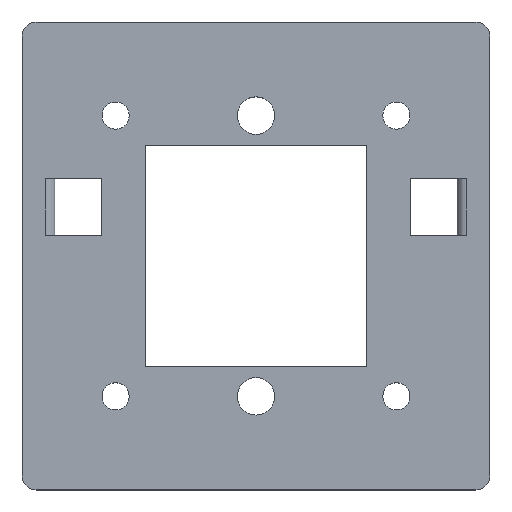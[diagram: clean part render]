
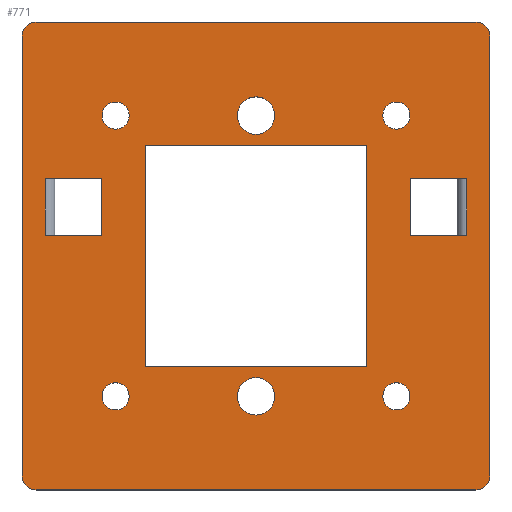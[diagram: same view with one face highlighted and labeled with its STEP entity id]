
A CAD part, top view. The second image highlights one B-rep face of the part: STEP entity #771.
In plain terms, the highlighted planar face has unit normal (0, 0, 1).
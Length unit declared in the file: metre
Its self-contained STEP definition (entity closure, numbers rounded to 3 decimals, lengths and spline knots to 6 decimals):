
#31=LINE('',#1198,#99);
#35=LINE('',#1205,#103);
#38=LINE('',#1211,#106);
#40=LINE('',#1215,#108);
#42=LINE('',#1219,#110);
#47=LINE('',#1229,#115);
#51=LINE('',#1236,#119);
#53=LINE('',#1240,#121);
#54=LINE('',#1246,#122);
#55=LINE('',#1249,#123);
#56=LINE('',#1251,#124);
#57=LINE('',#1253,#125);
#58=LINE('',#1254,#126);
#59=LINE('',#1257,#127);
#60=LINE('',#1259,#128);
#61=LINE('',#1261,#129);
#99=VECTOR('',#960,1.);
#103=VECTOR('',#966,1.);
#106=VECTOR('',#971,1.);
#108=VECTOR('',#975,1.);
#110=VECTOR('',#979,1.);
#115=VECTOR('',#986,1.);
#119=VECTOR('',#992,1.);
#121=VECTOR('',#996,1.);
#122=VECTOR('',#1003,1.);
#123=VECTOR('',#1004,1.);
#124=VECTOR('',#1005,1.);
#125=VECTOR('',#1006,1.);
#126=VECTOR('',#1007,1.);
#127=VECTOR('',#1008,1.);
#128=VECTOR('',#1009,1.);
#129=VECTOR('',#1010,1.);
#157=PLANE('',#844);
#246=ORIENTED_EDGE('',*,*,#440,.F.);
#247=ORIENTED_EDGE('',*,*,#441,.F.);
#248=ORIENTED_EDGE('',*,*,#442,.T.);
#249=ORIENTED_EDGE('',*,*,#443,.T.);
#250=ORIENTED_EDGE('',*,*,#444,.F.);
#251=ORIENTED_EDGE('',*,*,#445,.F.);
#252=ORIENTED_EDGE('',*,*,#446,.T.);
#253=ORIENTED_EDGE('',*,*,#447,.T.);
#254=ORIENTED_EDGE('',*,*,#448,.F.);
#255=ORIENTED_EDGE('',*,*,#449,.T.);
#256=ORIENTED_EDGE('',*,*,#386,.F.);
#257=ORIENTED_EDGE('',*,*,#384,.F.);
#258=ORIENTED_EDGE('',*,*,#382,.F.);
#259=ORIENTED_EDGE('',*,*,#380,.F.);
#260=ORIENTED_EDGE('',*,*,#437,.F.);
#261=ORIENTED_EDGE('',*,*,#450,.T.);
#262=ORIENTED_EDGE('',*,*,#417,.F.);
#263=ORIENTED_EDGE('',*,*,#451,.T.);
#264=ORIENTED_EDGE('',*,*,#428,.T.);
#265=ORIENTED_EDGE('',*,*,#452,.T.);
#266=ORIENTED_EDGE('',*,*,#433,.T.);
#267=ORIENTED_EDGE('',*,*,#453,.T.);
#268=ORIENTED_EDGE('',*,*,#421,.F.);
#269=ORIENTED_EDGE('',*,*,#424,.T.);
#270=ORIENTED_EDGE('',*,*,#426,.T.);
#271=ORIENTED_EDGE('',*,*,#439,.F.);
#380=EDGE_CURVE('',#484,#484,#560,.T.);
#382=EDGE_CURVE('',#486,#486,#562,.T.);
#384=EDGE_CURVE('',#488,#488,#564,.T.);
#386=EDGE_CURVE('',#490,#490,#566,.T.);
#417=EDGE_CURVE('',#520,#521,#31,.T.);
#421=EDGE_CURVE('',#522,#523,#35,.T.);
#424=EDGE_CURVE('',#522,#524,#38,.T.);
#426=EDGE_CURVE('',#524,#525,#40,.T.);
#428=EDGE_CURVE('',#527,#526,#42,.T.);
#433=EDGE_CURVE('',#531,#530,#47,.T.);
#437=EDGE_CURVE('',#532,#533,#51,.T.);
#439=EDGE_CURVE('',#523,#525,#53,.T.);
#440=EDGE_CURVE('',#534,#534,#578,.T.);
#441=EDGE_CURVE('',#535,#535,#579,.T.);
#442=EDGE_CURVE('',#536,#537,#54,.T.);
#443=EDGE_CURVE('',#537,#538,#55,.T.);
#444=EDGE_CURVE('',#539,#538,#56,.T.);
#445=EDGE_CURVE('',#536,#539,#57,.T.);
#446=EDGE_CURVE('',#540,#541,#58,.T.);
#447=EDGE_CURVE('',#541,#542,#59,.F.);
#448=EDGE_CURVE('',#543,#542,#60,.T.);
#449=EDGE_CURVE('',#543,#540,#61,.T.);
#450=EDGE_CURVE('',#532,#521,#580,.T.);
#451=EDGE_CURVE('',#520,#527,#581,.T.);
#452=EDGE_CURVE('',#526,#531,#582,.T.);
#453=EDGE_CURVE('',#530,#533,#583,.T.);
#484=VERTEX_POINT('',#1120);
#486=VERTEX_POINT('',#1125);
#488=VERTEX_POINT('',#1130);
#490=VERTEX_POINT('',#1135);
#520=VERTEX_POINT('',#1197);
#521=VERTEX_POINT('',#1199);
#522=VERTEX_POINT('',#1204);
#523=VERTEX_POINT('',#1206);
#524=VERTEX_POINT('',#1210);
#525=VERTEX_POINT('',#1214);
#526=VERTEX_POINT('',#1218);
#527=VERTEX_POINT('',#1220);
#530=VERTEX_POINT('',#1228);
#531=VERTEX_POINT('',#1230);
#532=VERTEX_POINT('',#1235);
#533=VERTEX_POINT('',#1237);
#534=VERTEX_POINT('',#1243);
#535=VERTEX_POINT('',#1245);
#536=VERTEX_POINT('',#1247);
#537=VERTEX_POINT('',#1248);
#538=VERTEX_POINT('',#1250);
#539=VERTEX_POINT('',#1252);
#540=VERTEX_POINT('',#1255);
#541=VERTEX_POINT('',#1256);
#542=VERTEX_POINT('',#1258);
#543=VERTEX_POINT('',#1260);
#560=CIRCLE('',#814,0.0029);
#562=CIRCLE('',#817,0.0029);
#564=CIRCLE('',#820,0.0029);
#566=CIRCLE('',#823,0.0029);
#578=CIRCLE('',#845,0.004);
#579=CIRCLE('',#846,0.004);
#580=CIRCLE('',#847,0.003);
#581=CIRCLE('',#848,0.003);
#582=CIRCLE('',#849,0.003);
#583=CIRCLE('',#850,0.003);
#620=EDGE_LOOP('',(#246));
#621=EDGE_LOOP('',(#247));
#622=EDGE_LOOP('',(#248,#249,#250,#251));
#623=EDGE_LOOP('',(#252,#253,#254,#255));
#624=EDGE_LOOP('',(#256));
#625=EDGE_LOOP('',(#257));
#626=EDGE_LOOP('',(#258));
#627=EDGE_LOOP('',(#259));
#628=EDGE_LOOP('',(#260,#261,#262,#263,#264,#265,#266,#267));
#629=EDGE_LOOP('',(#268,#269,#270,#271));
#692=FACE_BOUND('',#620,.T.);
#693=FACE_BOUND('',#621,.T.);
#694=FACE_BOUND('',#622,.T.);
#695=FACE_BOUND('',#623,.T.);
#696=FACE_BOUND('',#624,.T.);
#697=FACE_BOUND('',#625,.T.);
#698=FACE_BOUND('',#626,.T.);
#699=FACE_BOUND('',#627,.T.);
#700=FACE_BOUND('',#628,.T.);
#701=FACE_BOUND('',#629,.T.);
#771=ADVANCED_FACE('',(#692,#693,#694,#695,#696,#697,#698,#699,#700,#701),
#157,.T.);
#814=AXIS2_PLACEMENT_3D('',#1119,#895,#896);
#817=AXIS2_PLACEMENT_3D('',#1124,#901,#902);
#820=AXIS2_PLACEMENT_3D('',#1129,#907,#908);
#823=AXIS2_PLACEMENT_3D('',#1134,#913,#914);
#844=AXIS2_PLACEMENT_3D('',#1241,#997,#998);
#845=AXIS2_PLACEMENT_3D('',#1242,#999,#1000);
#846=AXIS2_PLACEMENT_3D('',#1244,#1001,#1002);
#847=AXIS2_PLACEMENT_3D('',#1262,#1011,#1012);
#848=AXIS2_PLACEMENT_3D('',#1263,#1013,#1014);
#849=AXIS2_PLACEMENT_3D('',#1264,#1015,#1016);
#850=AXIS2_PLACEMENT_3D('',#1265,#1017,#1018);
#895=DIRECTION('',(0.,0.,1.));
#896=DIRECTION('',(0.,-1.,0.));
#901=DIRECTION('',(0.,0.,1.));
#902=DIRECTION('',(0.,-1.,0.));
#907=DIRECTION('',(0.,0.,1.));
#908=DIRECTION('',(0.,-1.,0.));
#913=DIRECTION('',(0.,0.,1.));
#914=DIRECTION('',(0.,-1.,0.));
#960=DIRECTION('',(0.,-1.,0.));
#966=DIRECTION('',(-1.,0.,0.));
#971=DIRECTION('',(0.,-1.,0.));
#975=DIRECTION('',(-1.,0.,0.));
#979=DIRECTION('',(-1.,0.,0.));
#986=DIRECTION('',(0.,-1.,0.));
#992=DIRECTION('',(-1.,0.,0.));
#996=DIRECTION('',(0.,-1.,0.));
#997=DIRECTION('',(0.,0.,1.));
#998=DIRECTION('',(1.,0.,0.));
#999=DIRECTION('',(0.,0.,1.));
#1000=DIRECTION('',(0.,-1.,0.));
#1001=DIRECTION('',(0.,0.,1.));
#1002=DIRECTION('',(0.,-1.,0.));
#1003=DIRECTION('',(0.,1.,0.));
#1004=DIRECTION('',(1.,0.,0.));
#1005=DIRECTION('',(0.,1.,0.));
#1006=DIRECTION('',(1.,0.,0.));
#1007=DIRECTION('',(1.,0.,0.));
#1008=DIRECTION('',(0.,1.,0.));
#1009=DIRECTION('',(1.,0.,0.));
#1010=DIRECTION('',(0.,1.,0.));
#1011=DIRECTION('',(0.,0.,1.));
#1012=DIRECTION('',(0.,-1.,0.));
#1013=DIRECTION('',(0.,0.,1.));
#1014=DIRECTION('',(0.,-1.,0.));
#1015=DIRECTION('',(0.,0.,1.));
#1016=DIRECTION('',(0.,-1.,0.));
#1017=DIRECTION('',(0.,0.,1.));
#1018=DIRECTION('',(0.,-1.,0.));
#1119=CARTESIAN_POINT('',(0.,0.06,-0.033));
#1120=CARTESIAN_POINT('',(0.,0.0571,-0.033));
#1124=CARTESIAN_POINT('',(0.,0.,-0.033));
#1125=CARTESIAN_POINT('',(0.,-0.0029,-0.033));
#1129=CARTESIAN_POINT('',(0.06,0.,-0.033));
#1130=CARTESIAN_POINT('',(0.06,-0.0029,-0.033));
#1134=CARTESIAN_POINT('',(0.06,0.06,-0.033));
#1135=CARTESIAN_POINT('',(0.06,0.0571,-0.033));
#1197=CARTESIAN_POINT('',(0.08,0.077,-0.033));
#1198=CARTESIAN_POINT('',(0.08,0.03,-0.033));
#1199=CARTESIAN_POINT('',(0.08,-0.017,-0.033));
#1204=CARTESIAN_POINT('',(0.053636,0.053636,-0.033));
#1205=CARTESIAN_POINT('',(0.03,0.053636,-0.033));
#1206=CARTESIAN_POINT('',(0.006364,0.053636,-0.033));
#1210=CARTESIAN_POINT('',(0.053636,0.006364,-0.033));
#1211=CARTESIAN_POINT('',(0.053636,0.03,-0.033));
#1214=CARTESIAN_POINT('',(0.006364,0.006364,-0.033));
#1215=CARTESIAN_POINT('',(0.03,0.006364,-0.033));
#1218=CARTESIAN_POINT('',(-0.017,0.08,-0.033));
#1219=CARTESIAN_POINT('',(0.03,0.08,-0.033));
#1220=CARTESIAN_POINT('',(0.077,0.08,-0.033));
#1228=CARTESIAN_POINT('',(-0.02,-0.017,-0.033));
#1229=CARTESIAN_POINT('',(-0.02,0.03,-0.033));
#1230=CARTESIAN_POINT('',(-0.02,0.077,-0.033));
#1235=CARTESIAN_POINT('',(0.077,-0.02,-0.033));
#1236=CARTESIAN_POINT('',(0.03,-0.02,-0.033));
#1237=CARTESIAN_POINT('',(-0.017,-0.02,-0.033));
#1240=CARTESIAN_POINT('',(0.006364,0.03,-0.033));
#1241=CARTESIAN_POINT('',(0.03,0.03,-0.033));
#1242=CARTESIAN_POINT('',(0.03,0.,-0.033));
#1243=CARTESIAN_POINT('',(0.03,-0.004,-0.033));
#1244=CARTESIAN_POINT('',(0.03,0.06,-0.033));
#1245=CARTESIAN_POINT('',(0.03,0.056,-0.033));
#1246=CARTESIAN_POINT('',(-0.015,0.046554,-0.033));
#1247=CARTESIAN_POINT('',(-0.015,0.034394,-0.033));
#1248=CARTESIAN_POINT('',(-0.015,0.046554,-0.033));
#1249=CARTESIAN_POINT('',(-0.008,0.046554,-0.033));
#1250=CARTESIAN_POINT('',(-0.003,0.046554,-0.033));
#1251=CARTESIAN_POINT('',(-0.003,0.040474,-0.033));
#1252=CARTESIAN_POINT('',(-0.003,0.034394,-0.033));
#1253=CARTESIAN_POINT('',(-0.008,0.034394,-0.033));
#1254=CARTESIAN_POINT('',(0.068,0.046554,-0.033));
#1255=CARTESIAN_POINT('',(0.063,0.046554,-0.033));
#1256=CARTESIAN_POINT('',(0.075,0.046554,-0.033));
#1257=CARTESIAN_POINT('',(0.075,0.03,-0.033));
#1258=CARTESIAN_POINT('',(0.075,0.034394,-0.033));
#1259=CARTESIAN_POINT('',(0.068,0.034394,-0.033));
#1260=CARTESIAN_POINT('',(0.063,0.034394,-0.033));
#1261=CARTESIAN_POINT('',(0.063,0.040474,-0.033));
#1262=CARTESIAN_POINT('',(0.077,-0.017,-0.033));
#1263=CARTESIAN_POINT('',(0.077,0.077,-0.033));
#1264=CARTESIAN_POINT('',(-0.017,0.077,-0.033));
#1265=CARTESIAN_POINT('',(-0.017,-0.017,-0.033));
